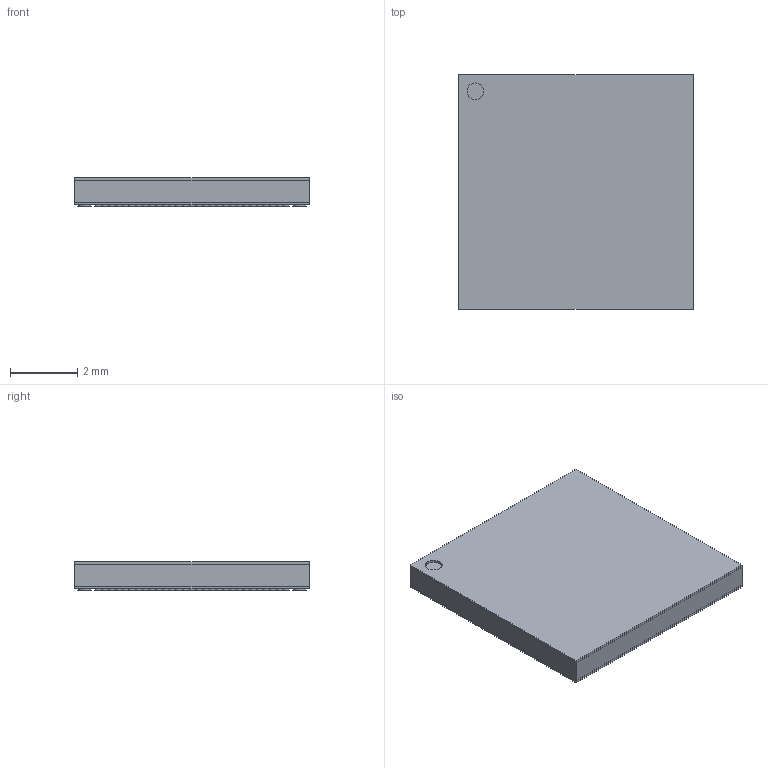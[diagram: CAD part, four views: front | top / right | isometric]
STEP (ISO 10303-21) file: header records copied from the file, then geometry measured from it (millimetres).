
FILE_DESCRIPTION(('FreeCAD Model'),'2;1');
FILE_NAME('Open CASCADE Shape Model','2021-12-18T09:11:41',('Author'),( ''),'Open CASCADE STEP processor 7.5','FreeCAD','Unknown');
FILE_SCHEMA(('AUTOMOTIVE_DESIGN { 1 0 10303 214 1 1 1 1 }'));
Length unit declared in the file: millimetre
Products named in the file (9): nRF5340_QFAA_aQFN94; Body; Pad; Pocket; Pad001; Fillet; Sketch; Sketch001; Sketch011
Assembly tree (8 placements, depth 2):
  nRF5340_QFAA_aQFN94
    Body
    Pad
    Pocket
    Pad001
    Fillet
    Sketch
    Sketch001
    Sketch011
Bounding box: 7 x 7 x 0.85 mm (x, y, z)
Surface area: 604.5 mm2
Topology: 5 solids, 5 shells, 855 faces, 1533 edges, 999 vertices
Faces by surface type: plane 349, cylinder 310, torus 196
Full cylindrical faces by diameter (mm): 0.2 x282, 0.4 x12, 0.5 x4
Entity records: 40672 total; most frequent: DIRECTION 6984, CARTESIAN_POINT 6683, ORIENTED_EDGE 2848, PCURVE 2848, DEFINITIONAL_REPRESENTATION 2848, LINE 2466, VECTOR 2466, AXIS2_PLACEMENT_3D 1963
